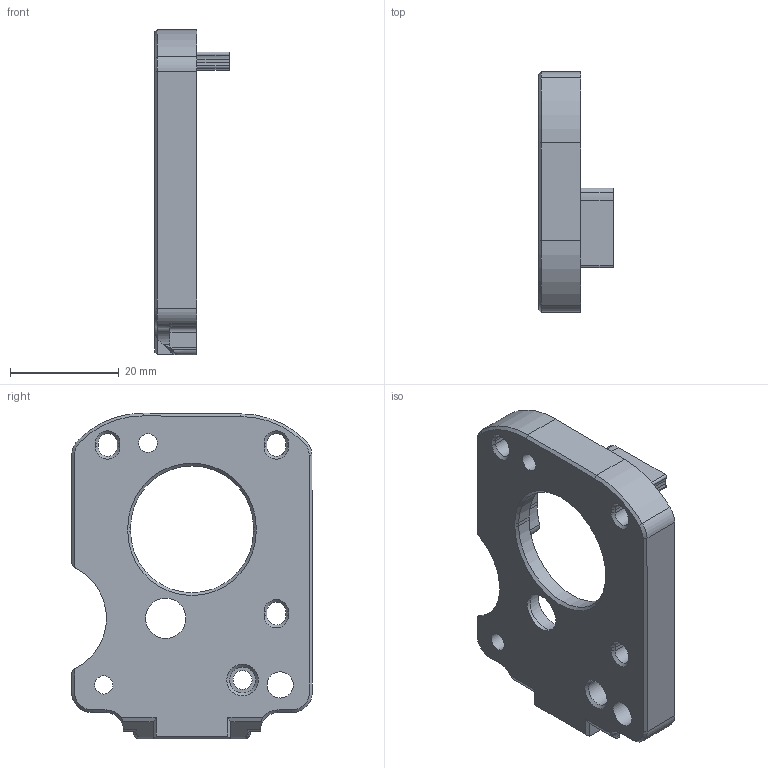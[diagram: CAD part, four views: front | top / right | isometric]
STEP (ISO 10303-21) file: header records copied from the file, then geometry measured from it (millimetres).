
FILE_DESCRIPTION(('FreeCAD Model'),'2;1');
FILE_NAME('Open CASCADE Shape Model','2022-03-11T11:31:05',(''),(''), 'Open CASCADE STEP processor 7.3','FreeCAD','Unknown');
FILE_SCHEMA(('AUTOMOTIVE_DESIGN { 1 0 10303 214 1 1 1 1 }'));
Length unit declared in the file: millimetre
Products named in the file (2): Extruder_Motor_plate; Body029
Assembly tree (1 placements, depth 2):
  Extruder_Motor_plate
    Body029
Bounding box: 13.7 x 44.2 x 59.85 mm (x, y, z)
Volume: 11448.9 mm3; surface area: 6786.8 mm2
Topology: 1 solids, 1 shells, 158 faces, 420 edges, 267 vertices
Faces by surface type: plane 78, cylinder 57, cone 17, bspline 4, revolution 2
Full cylindrical faces by diameter (mm): 3.341 x1, 3.4 x1, 3.5 x1, 4.8 x3, 7.4 x1, 8.1 x1
Entity records: 11170 total; most frequent: CARTESIAN_POINT 2619, DIRECTION 1636, LINE 916, VECTOR 916, ORIENTED_EDGE 840, PCURVE 840, DEFINITIONAL_REPRESENTATION 840, EDGE_CURVE 420
